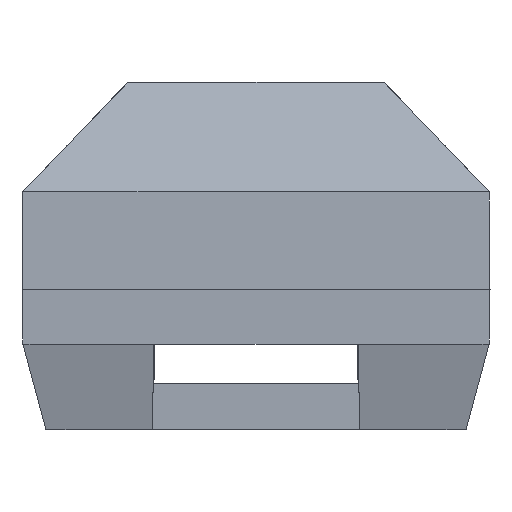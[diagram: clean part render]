
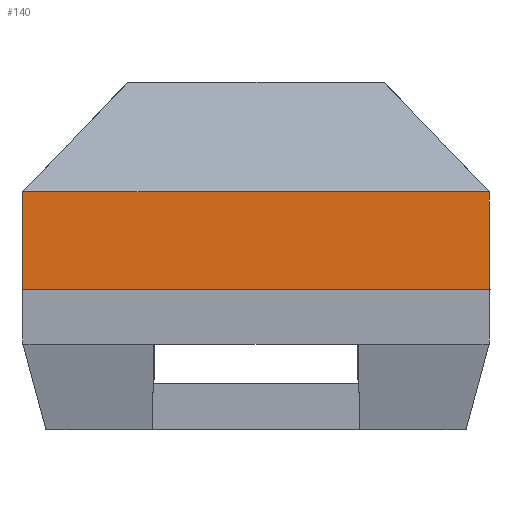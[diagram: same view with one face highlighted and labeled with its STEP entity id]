
A CAD part, left-side view. The second image highlights one B-rep face of the part: STEP entity #140.
In plain terms, the highlighted planar face has unit normal (-1, 0, 0.009).
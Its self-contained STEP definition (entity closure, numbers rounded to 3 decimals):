
#140=ADVANCED_FACE('',(#346),#347,.F.);
#346=FACE_OUTER_BOUND('',#619,.T.);
#347=PLANE('',#620);
#619=EDGE_LOOP('',(#962,#963,#964,#965));
#620=AXIS2_PLACEMENT_3D('',#966,#967,#968);
#962=ORIENTED_EDGE('',*,*,#1761,.F.);
#963=ORIENTED_EDGE('',*,*,#1762,.F.);
#964=ORIENTED_EDGE('',*,*,#1763,.T.);
#965=ORIENTED_EDGE('',*,*,#1753,.T.);
#966=CARTESIAN_POINT('',(-15.0,16.12,9.0));
#967=DIRECTION('',(1.,0.0,-0.009));
#968=DIRECTION('',(0.0,-1.0,0.0));
#1753=EDGE_CURVE('',#2118,#2129,#2132,.T.);
#1761=EDGE_CURVE('',#2144,#2129,#2145,.T.);
#1762=EDGE_CURVE('',#2107,#2144,#2146,.F.);
#1763=EDGE_CURVE('',#2107,#2118,#2147,.T.);
#2107=VERTEX_POINT('',#2632);
#2118=VERTEX_POINT('',#2648);
#2129=VERTEX_POINT('',#2665);
#2132=LINE('',#2669,#2670);
#2144=VERTEX_POINT('',#2687);
#2145=LINE('',#2688,#2689);
#2146=LINE('',#2690,#2691);
#2147=LINE('',#2692,#2693);
#2632=CARTESIAN_POINT('',(-14.945,-14.947,15.255));
#2648=CARTESIAN_POINT('',(-14.945,14.945,15.257));
#2665=CARTESIAN_POINT('',(-15.0,15.0,9.0));
#2669=CARTESIAN_POINT('',(-14.999,14.999,9.061));
#2670=VECTOR('',#3340,1.0);
#2687=CARTESIAN_POINT('',(-15.0,-15.0,9.0));
#2688=CARTESIAN_POINT('',(-15.0,8.06,9.0));
#2689=VECTOR('',#3346,1.0);
#2690=CARTESIAN_POINT('',(-14.998,-14.998,9.202));
#2691=VECTOR('',#3347,1.0);
#2692=CARTESIAN_POINT('',(-14.945,15.56,15.255));
#2693=VECTOR('',#3348,1.0);
#3340=DIRECTION('',(-0.009,0.009,-1.));
#3346=DIRECTION('',(-0.0,1.0,0.0));
#3347=DIRECTION('',(0.009,0.009,1.));
#3348=DIRECTION('',(0.0,1.0,0.0));
